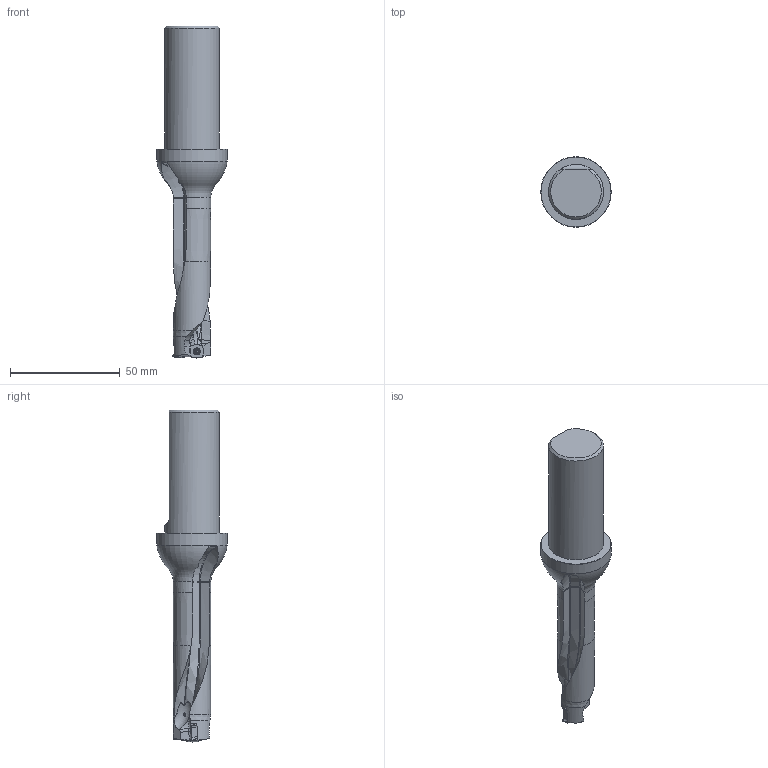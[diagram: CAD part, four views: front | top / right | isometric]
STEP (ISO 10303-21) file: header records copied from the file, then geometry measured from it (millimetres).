
FILE_DESCRIPTION(/* description */ (''),/* implementation_level */ '2;1');
FILE_NAME(/* name */ 'toolassembly_1.stp',/* time_stamp */ '2020-06-03T10:28:55+02:00',/* author */ (''),/* organization */ ('SMS'),/* preprocessor_version */ 'ST-DEVELOPER v16.7',/* originating_system */ 'SIEMENS PLM Software NX 12.0',/* authorisation */ '');
FILE_SCHEMA (('AUTOMOTIVE_DESIGN { 1 0 10303 214 3 1 1 1 }'));
Length unit declared in the file: millimetre
Products named in the file (5): CUT_20200603102530; CUT_20200603102528; NOCUT_20200603102348; ASSEMBLY_CONSTRUCTION; TOOLASSEMBLY_1
Assembly tree (4 placements, depth 2):
  TOOLASSEMBLY_1
    ASSEMBLY_CONSTRUCTION
    NOCUT_20200603102348
    CUT_20200603102528
    CUT_20200603102530
Bounding box: 32 x 32 x 151 mm (x, y, z)
Volume: 46726.5 mm3; surface area: 12542.3 mm2
Topology: 3 solids, 3 shells, 271 faces, 716 edges, 466 vertices
Faces by surface type: plane 103, cylinder 64, cone 33, extrusion 31, bspline 20, torus 11, revolution 7, sphere 2
Full cylindrical faces by diameter (mm): 1.7 x2, 2 x1, 2.2 x2, 2.65 x2, 24.994 x1, 32 x1
Entity records: 11443 total; most frequent: CARTESIAN_POINT 4902, ORIENTED_EDGE 1366, DIRECTION 1209, EDGE_CURVE 683, AXIS2_PLACEMENT_3D 467, VERTEX_POINT 449, EDGE_LOOP 304, ADVANCED_FACE 271
